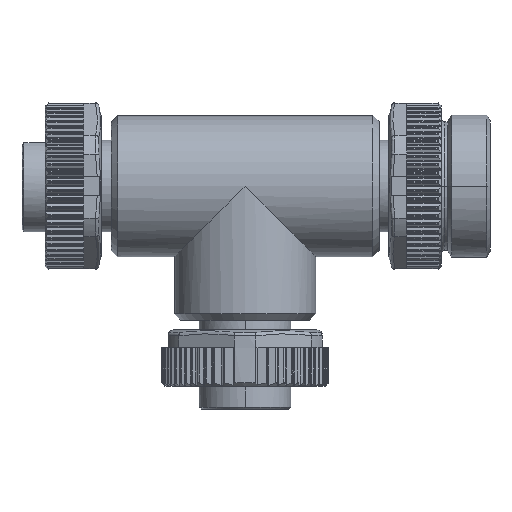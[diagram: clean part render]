
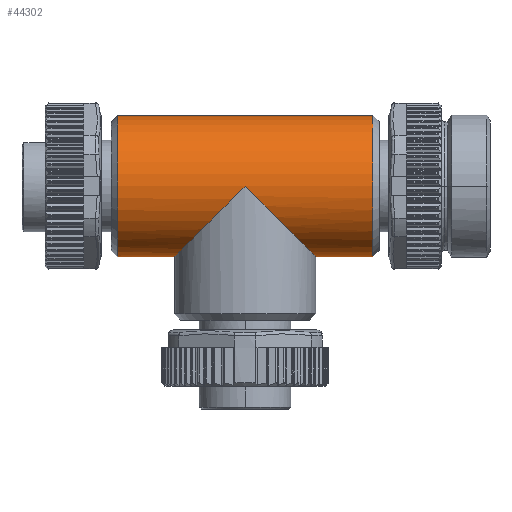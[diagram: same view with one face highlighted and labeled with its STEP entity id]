
A CAD part, front view. The second image highlights one B-rep face of the part: STEP entity #44302.
In plain terms, the highlighted cylindrical face has radius 11 mm (diameter 22 mm), a partial arc.
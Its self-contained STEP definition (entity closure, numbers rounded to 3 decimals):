
#43966=AXIS2_PLACEMENT_3D('Circle Axis2P3D',#43964,#43965,$) ;
#44236=AXIS2_PLACEMENT_3D('Cylinder Axis2P3D',#44233,#44234,#44235) ;
#44254=AXIS2_PLACEMENT_3D('Circle Axis2P3D',#44252,#44253,$) ;
#43954=CARTESIAN_POINT('Vertex',(54.7,13.,23.8)) ;
#43961=CARTESIAN_POINT('Vertex',(54.7,13.,45.8)) ;
#43964=CARTESIAN_POINT('Axis2P3D Location',(54.7,13.,34.8)) ;
#44233=CARTESIAN_POINT('Axis2P3D Location',(13.9,13.,34.8)) ;
#44238=CARTESIAN_POINT('Line Origine',(13.9,13.,23.8)) ;
#44242=CARTESIAN_POINT('Vertex',(45.8,13.,23.8)) ;
#44245=CARTESIAN_POINT('Line Origine',(13.9,13.,45.8)) ;
#44249=CARTESIAN_POINT('Vertex',(14.9,13.,45.8)) ;
#44252=CARTESIAN_POINT('Axis2P3D Location',(14.9,13.,34.8)) ;
#44256=CARTESIAN_POINT('Vertex',(14.9,13.,23.8)) ;
#44259=CARTESIAN_POINT('Line Origine',(13.9,13.,23.8)) ;
#44263=CARTESIAN_POINT('Vertex',(23.8,13.,23.8)) ;
#44267=CARTESIAN_POINT('Control Point',(34.8,2.,34.8)) ;
#44268=CARTESIAN_POINT('Control Point',(33.81,2.,33.81)) ;
#44269=CARTESIAN_POINT('Control Point',(32.82,2.111,32.82)) ;
#44270=CARTESIAN_POINT('Control Point',(31.841,2.334,31.841)) ;
#44271=CARTESIAN_POINT('Control Point',(29.934,3.005,29.934)) ;
#44272=CARTESIAN_POINT('Control Point',(28.198,4.112,28.198)) ;
#44273=CARTESIAN_POINT('Control Point',(27.389,4.771,27.389)) ;
#44274=CARTESIAN_POINT('Control Point',(25.702,6.518,25.702)) ;
#44275=CARTESIAN_POINT('Control Point',(24.512,8.733,24.512)) ;
#44276=CARTESIAN_POINT('Control Point',(24.037,10.11,24.037)) ;
#44277=CARTESIAN_POINT('Control Point',(23.8,11.555,23.8)) ;
#44278=CARTESIAN_POINT('Control Point',(23.8,13.,23.8)) ;
#44279=CARTESIAN_POINT('Vertex',(34.8,2.,34.8)) ;
#44283=CARTESIAN_POINT('Control Point',(45.8,13.,23.8)) ;
#44284=CARTESIAN_POINT('Control Point',(45.8,11.291,23.8)) ;
#44285=CARTESIAN_POINT('Control Point',(45.468,9.582,24.132)) ;
#44286=CARTESIAN_POINT('Control Point',(44.804,7.986,24.796)) ;
#44287=CARTESIAN_POINT('Control Point',(42.829,4.99,26.771)) ;
#44288=CARTESIAN_POINT('Control Point',(39.974,3.042,29.626)) ;
#44289=CARTESIAN_POINT('Control Point',(38.291,2.346,31.309)) ;
#44290=CARTESIAN_POINT('Control Point',(36.545,2.,33.055)) ;
#44291=CARTESIAN_POINT('Control Point',(34.8,2.,34.8)) ;
#43965=DIRECTION('Axis2P3D Direction',(-1.,0.,0.)) ;
#44234=DIRECTION('Axis2P3D Direction',(1.,0.,0.)) ;
#44235=DIRECTION('Axis2P3D XDirection',(0.,0.,1.)) ;
#44239=DIRECTION('Vector Direction',(1.,0.,0.)) ;
#44246=DIRECTION('Vector Direction',(1.,0.,0.)) ;
#44253=DIRECTION('Axis2P3D Direction',(1.,0.,0.)) ;
#44260=DIRECTION('Vector Direction',(1.,0.,0.)) ;
#44240=VECTOR('Line Direction',#44239,1.) ;
#44247=VECTOR('Line Direction',#44246,1.) ;
#44261=VECTOR('Line Direction',#44260,1.) ;
#44294=ORIENTED_EDGE('',*,*,#44244,.T.) ;
#44295=ORIENTED_EDGE('',*,*,#43968,.T.) ;
#44296=ORIENTED_EDGE('',*,*,#44251,.T.) ;
#44297=ORIENTED_EDGE('',*,*,#44258,.T.) ;
#44298=ORIENTED_EDGE('',*,*,#44265,.T.) ;
#44299=ORIENTED_EDGE('',*,*,#44281,.F.) ;
#44300=ORIENTED_EDGE('',*,*,#44292,.F.) ;
#44302=ADVANCED_FACE('Hauptkoerper',(#44301),#44237,.T.) ;
#44266=B_SPLINE_CURVE_WITH_KNOTS('',5,(#44267,#44268,#44269,#44270,#44271,#44272,#44273,#44274,#44275,#44276,#44277,#44278),.UNSPECIFIED.,.F.,.U.,(6,3,3,6),(0.,11.066,22.132,36.58),.UNSPECIFIED.) ;
#44282=B_SPLINE_CURVE_WITH_KNOTS('',5,(#44283,#44284,#44285,#44286,#44287,#44288,#44289,#44290,#44291),.UNSPECIFIED.,.F.,.U.,(6,3,6),(0.,17.091,36.604),.UNSPECIFIED.) ;
#43967=CIRCLE('generated circle',#43966,11.) ;
#44255=CIRCLE('generated circle',#44254,11.) ;
#44237=CYLINDRICAL_SURFACE('generated cylinder',#44236,11.) ;
#43968=EDGE_CURVE('',#43955,#43962,#43967,.T.) ;
#44244=EDGE_CURVE('',#44243,#43955,#44241,.T.) ;
#44251=EDGE_CURVE('',#43962,#44250,#44248,.F.) ;
#44258=EDGE_CURVE('',#44250,#44257,#44255,.T.) ;
#44265=EDGE_CURVE('',#44257,#44264,#44262,.T.) ;
#44281=EDGE_CURVE('',#44280,#44264,#44266,.T.) ;
#44292=EDGE_CURVE('',#44243,#44280,#44282,.T.) ;
#44293=EDGE_LOOP('',(#44294,#44295,#44296,#44297,#44298,#44299,#44300)) ;
#44301=FACE_OUTER_BOUND('',#44293,.T.) ;
#44241=LINE('Line',#44238,#44240) ;
#44248=LINE('Line',#44245,#44247) ;
#44262=LINE('Line',#44259,#44261) ;
#43955=VERTEX_POINT('',#43954) ;
#43962=VERTEX_POINT('',#43961) ;
#44243=VERTEX_POINT('',#44242) ;
#44250=VERTEX_POINT('',#44249) ;
#44257=VERTEX_POINT('',#44256) ;
#44264=VERTEX_POINT('',#44263) ;
#44280=VERTEX_POINT('',#44279) ;
